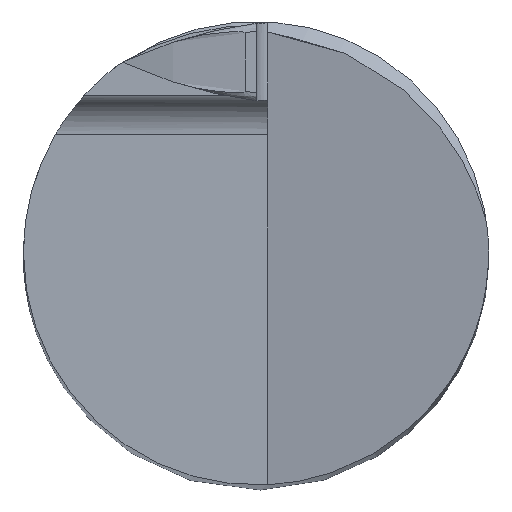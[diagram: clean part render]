
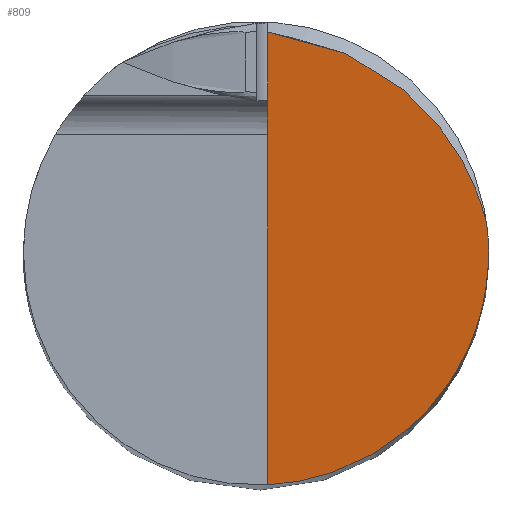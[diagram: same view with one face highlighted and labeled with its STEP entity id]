
A CAD part, top view. The second image highlights one B-rep face of the part: STEP entity #809.
In plain terms, the highlighted planar face has unit normal (0.866, 0, 0.5).
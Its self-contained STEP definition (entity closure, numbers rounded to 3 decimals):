
#14 = ORIENTED_EDGE ( 'NONE', *, *, #704, .F. ) ;
#17 = VECTOR ( 'NONE', #478, 1000. ) ;
#24 = VERTEX_POINT ( 'NONE', #654 ) ;
#42 = CARTESIAN_POINT ( 'NONE',  ( 0.15, -2.996, -4.3 ) ) ;
#67 = ORIENTED_EDGE ( 'NONE', *, *, #791, .F. ) ;
#73 = DIRECTION ( 'NONE',  ( -0.866, 0., -0.5 ) ) ;
#125 = ORIENTED_EDGE ( 'NONE', *, *, #539, .F. ) ;
#143 = EDGE_LOOP ( 'NONE', ( #184, #67, #125, #14 ) ) ;
#184 = ORIENTED_EDGE ( 'NONE', *, *, #388, .F. ) ;
#187 = CARTESIAN_POINT ( 'NONE',  ( 3., 0., -9.236 ) ) ;
#199 = CARTESIAN_POINT ( 'NONE',  ( 0.15, 6., -4.3 ) ) ;
#205 = CARTESIAN_POINT ( 'NONE',  ( 0.15, 6., -4.3 ) ) ;
#231 =( BOUNDED_CURVE ( )  B_SPLINE_CURVE ( 3, ( #750, #832, #609, #466 ),
 .UNSPECIFIED., .F., .F. ) 
 B_SPLINE_CURVE_WITH_KNOTS ( ( 4, 4 ),
 ( 3.008, 3.142 ),
 .UNSPECIFIED. ) 
 CURVE ( )  GEOMETRIC_REPRESENTATION_ITEM ( )  RATIONAL_B_SPLINE_CURVE ( ( 1., 0.999, 0.999, 1. ) ) 
 REPRESENTATION_ITEM ( '' )  );
#232 = CARTESIAN_POINT ( 'NONE',  ( 0.15, 2.846, -4.3 ) ) ;
#238 = VERTEX_POINT ( 'NONE', #616 ) ;
#239 = CARTESIAN_POINT ( 'NONE',  ( 2.973, 0.401, -9.19 ) ) ;
#283 =( BOUNDED_CURVE ( )  B_SPLINE_CURVE ( 3, ( #380, #527, #603, #315 ),
 .UNSPECIFIED., .F., .F. ) 
 B_SPLINE_CURVE_WITH_KNOTS ( ( 4, 4 ),
 ( 3.142, 4.662 ),
 .UNSPECIFIED. ) 
 CURVE ( )  GEOMETRIC_REPRESENTATION_ITEM ( )  RATIONAL_B_SPLINE_CURVE ( ( 1., 0.816, 0.816, 1. ) ) 
 REPRESENTATION_ITEM ( '' )  );
#315 = CARTESIAN_POINT ( 'NONE',  ( 0.15, -2.996, -4.3 ) ) ;
#358 = LINE ( 'NONE', #199, #17 ) ;
#380 = CARTESIAN_POINT ( 'NONE',  ( 3., 0., -9.236 ) ) ;
#388 = EDGE_CURVE ( 'NONE', #238, #24, #416, .T. ) ;
#416 =( BOUNDED_CURVE ( )  B_SPLINE_CURVE ( 3, ( #232, #507, #866, #239 ),
 .UNSPECIFIED., .F., .F. ) 
 B_SPLINE_CURVE_WITH_KNOTS ( ( 4, 4 ),
 ( 1.677, 2.894 ),
 .UNSPECIFIED. ) 
 CURVE ( )  GEOMETRIC_REPRESENTATION_ITEM ( )  RATIONAL_B_SPLINE_CURVE ( ( 1., 0.88, 0.88, 1. ) ) 
 REPRESENTATION_ITEM ( '' )  );
#466 = CARTESIAN_POINT ( 'NONE',  ( 3., 0., -9.236 ) ) ;
#478 = DIRECTION ( 'NONE',  ( 0., 1., 0. ) ) ;
#507 = CARTESIAN_POINT ( 'NONE',  ( 1.557, 2.696, -6.737 ) ) ;
#527 = CARTESIAN_POINT ( 'NONE',  ( 3., -1.688, -9.236 ) ) ;
#539 = EDGE_CURVE ( 'NONE', #694, #629, #283, .T. ) ;
#554 = DIRECTION ( 'NONE',  ( -0.5, 0., 0.866 ) ) ;
#603 = CARTESIAN_POINT ( 'NONE',  ( 1.836, -2.912, -7.221 ) ) ;
#609 = CARTESIAN_POINT ( 'NONE',  ( 3., 0.134, -9.236 ) ) ;
#613 = FACE_OUTER_BOUND ( 'NONE', #143, .T. ) ;
#616 = CARTESIAN_POINT ( 'NONE',  ( 0.15, 2.846, -4.3 ) ) ;
#629 = VERTEX_POINT ( 'NONE', #42 ) ;
#654 = CARTESIAN_POINT ( 'NONE',  ( 2.973, 0.401, -9.19 ) ) ;
#694 = VERTEX_POINT ( 'NONE', #187 ) ;
#704 = EDGE_CURVE ( 'NONE', #24, #694, #231, .T. ) ;
#750 = CARTESIAN_POINT ( 'NONE',  ( 2.973, 0.401, -9.19 ) ) ;
#791 = EDGE_CURVE ( 'NONE', #629, #238, #358, .T. ) ;
#809 = ADVANCED_FACE ( 'NONE', ( #613 ), #846, .F. ) ;
#832 = CARTESIAN_POINT ( 'NONE',  ( 2.991, 0.268, -9.221 ) ) ;
#846 = PLANE ( 'NONE',  #848 ) ;
#848 = AXIS2_PLACEMENT_3D ( 'NONE', #205, #73, #554 ) ;
#866 = CARTESIAN_POINT ( 'NONE',  ( 2.626, 1.77, -8.588 ) ) ;
